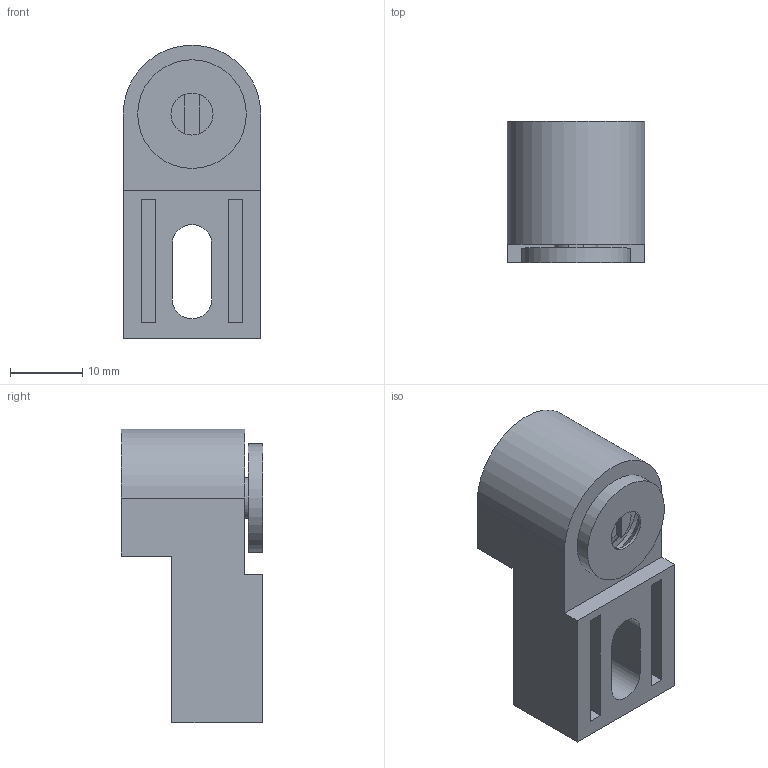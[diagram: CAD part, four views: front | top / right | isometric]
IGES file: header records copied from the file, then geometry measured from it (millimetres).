
Global section: file name: 623021.stp.ipt; native system: Autodesk Inventor 2014; preprocessor: unknown; author: zeman; date: 20151016.101908; units: millimetre
Bounding box: 19 x 19.5 x 40.5 mm (x, y, z)
Volume: 8962.9 mm3; surface area: 5454.6 mm2
Topology: 3 solids, 3 shells, 57 faces, 128 edges, 84 vertices
Faces by surface type: plane 42, revolution 8, cylinder 6, cone 1
Full cylindrical faces by diameter (mm): 7.8 x1, 8.6 x1, 15 x1
